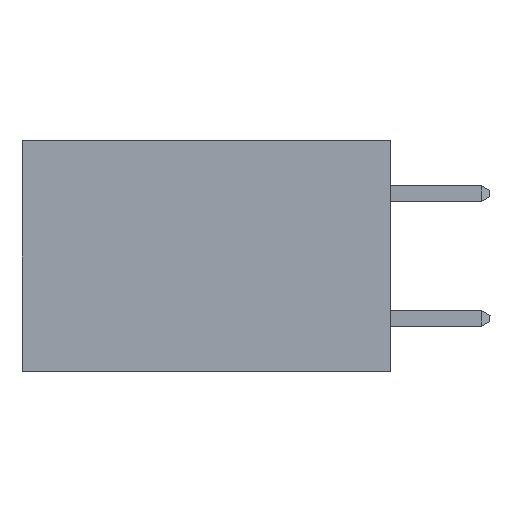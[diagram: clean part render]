
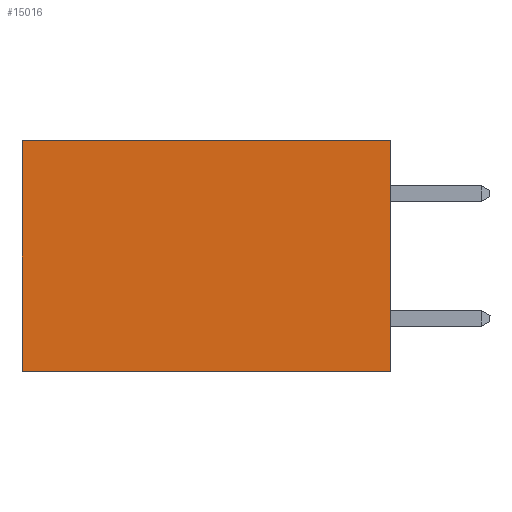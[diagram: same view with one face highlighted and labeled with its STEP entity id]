
A CAD part, left-side view. The second image highlights one B-rep face of the part: STEP entity #15016.
In plain terms, the highlighted planar face has unit normal (-1, 0, 0).
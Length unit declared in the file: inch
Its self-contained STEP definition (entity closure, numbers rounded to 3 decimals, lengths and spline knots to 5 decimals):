
#215 = EDGE_CURVE ( 'NONE', #12076, #3183, #14746, .T. ) ;
#304 = EDGE_CURVE ( 'NONE', #3183, #12159, #18410, .T. ) ;
#890 = DIRECTION ( 'NONE',  ( 0., 0., -1. ) ) ;
#2509 = VECTOR ( 'NONE', #15747, 39.37008 ) ;
#3049 = VERTEX_POINT ( 'NONE', #21775 ) ;
#3183 = VERTEX_POINT ( 'NONE', #19608 ) ;
#3769 = VECTOR ( 'NONE', #890, 39.37008 ) ;
#5239 = CARTESIAN_POINT ( 'NONE',  ( 0.277, 0., -0.37 ) ) ;
#5782 = ORIENTED_EDGE ( 'NONE', *, *, #215, .F. ) ;
#6237 = CARTESIAN_POINT ( 'NONE',  ( 0.277, 0., -0.37 ) ) ;
#6294 = ORIENTED_EDGE ( 'NONE', *, *, #17102, .T. ) ;
#6988 = ORIENTED_EDGE ( 'NONE', *, *, #304, .F. ) ;
#8237 = DIRECTION ( 'NONE',  ( 0., 1., 0. ) ) ;
#8330 = DIRECTION ( 'NONE',  ( 0., 0., -1. ) ) ;
#10295 = CARTESIAN_POINT ( 'NONE',  ( 0.277, 0., -0.37 ) ) ;
#12076 = VERTEX_POINT ( 'NONE', #17155 ) ;
#12159 = VERTEX_POINT ( 'NONE', #17813 ) ;
#12451 = DIRECTION ( 'NONE',  ( 0., 0., -1. ) ) ;
#13580 = CARTESIAN_POINT ( 'NONE',  ( 0.277, 0., 0. ) ) ;
#13916 = LINE ( 'NONE', #13580, #2509 ) ;
#14746 = LINE ( 'NONE', #5239, #20406 ) ;
#15016 = ADVANCED_FACE ( 'NONE', ( #18359 ), #23100, .F. ) ;
#15747 = DIRECTION ( 'NONE',  ( 0., 1., 0. ) ) ;
#16324 = EDGE_CURVE ( 'NONE', #12076, #3049, #13916, .T. ) ;
#17102 = EDGE_CURVE ( 'NONE', #3049, #12159, #26531, .T. ) ;
#17155 = CARTESIAN_POINT ( 'NONE',  ( 0.277, 0., 0. ) ) ;
#17813 = CARTESIAN_POINT ( 'NONE',  ( 0.277, 0.59, -0.37 ) ) ;
#18359 = FACE_OUTER_BOUND ( 'NONE', #21130, .T. ) ;
#18410 = LINE ( 'NONE', #6237, #22764 ) ;
#19542 = ORIENTED_EDGE ( 'NONE', *, *, #16324, .T. ) ;
#19608 = CARTESIAN_POINT ( 'NONE',  ( 0.277, 0., -0.37 ) ) ;
#20406 = VECTOR ( 'NONE', #8330, 39.37008 ) ;
#21130 = EDGE_LOOP ( 'NONE', ( #6294, #6988, #5782, #19542 ) ) ;
#21775 = CARTESIAN_POINT ( 'NONE',  ( 0.277, 0.59, 0. ) ) ;
#22764 = VECTOR ( 'NONE', #8237, 39.37008 ) ;
#23100 = PLANE ( 'NONE',  #27655 ) ;
#25230 = DIRECTION ( 'NONE',  ( 1., 0., 0. ) ) ;
#26513 = CARTESIAN_POINT ( 'NONE',  ( 0.277, 0.59, -0.37 ) ) ;
#26531 = LINE ( 'NONE', #26513, #3769 ) ;
#27655 = AXIS2_PLACEMENT_3D ( 'NONE', #10295, #25230, #12451 ) ;
